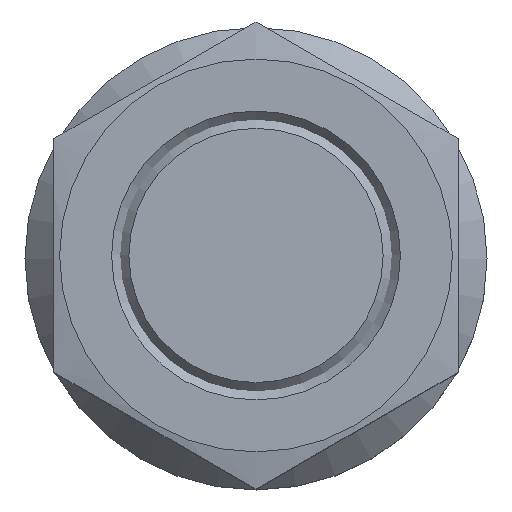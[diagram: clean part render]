
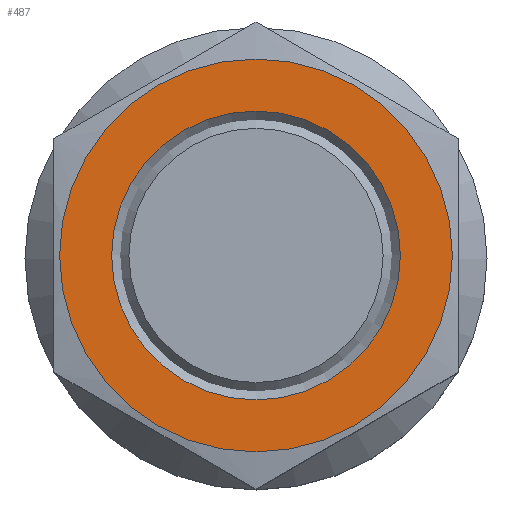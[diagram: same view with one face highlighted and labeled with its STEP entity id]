
A CAD part, top view. The second image highlights one B-rep face of the part: STEP entity #487.
In plain terms, the highlighted face is planar.
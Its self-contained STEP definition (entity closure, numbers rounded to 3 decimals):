
#67=PLANE('',#580);
#153=ORIENTED_EDGE('',*,*,#225,.F.);
#154=ORIENTED_EDGE('',*,*,#218,.T.);
#218=EDGE_CURVE('',#267,#267,#303,.T.);
#225=EDGE_CURVE('',#274,#274,#304,.T.);
#267=VERTEX_POINT('',#873);
#274=VERTEX_POINT('',#906);
#303=CIRCLE('',#579,3.4);
#304=CIRCLE('',#581,2.5);
#363=EDGE_LOOP('',(#153));
#364=EDGE_LOOP('',(#154));
#433=FACE_BOUND('',#363,.T.);
#434=FACE_BOUND('',#364,.T.);
#487=ADVANCED_FACE('',(#433,#434),#67,.F.);
#579=AXIS2_PLACEMENT_3D('',#872,#709,#710);
#580=AXIS2_PLACEMENT_3D('',#904,#711,#712);
#581=AXIS2_PLACEMENT_3D('',#905,#713,#714);
#709=DIRECTION('',(1.,0.,0.));
#710=DIRECTION('',(0.,0.,-1.));
#711=DIRECTION('',(-1.,0.,0.));
#712=DIRECTION('',(0.,0.,1.));
#713=DIRECTION('',(1.,0.,0.));
#714=DIRECTION('',(0.,0.,-1.));
#872=CARTESIAN_POINT('',(2.5,0.,0.));
#873=CARTESIAN_POINT('',(2.5,0.,-3.4));
#904=CARTESIAN_POINT('',(2.5,3.4,0.));
#905=CARTESIAN_POINT('',(2.5,0.,0.));
#906=CARTESIAN_POINT('',(2.5,0.,-2.5));
